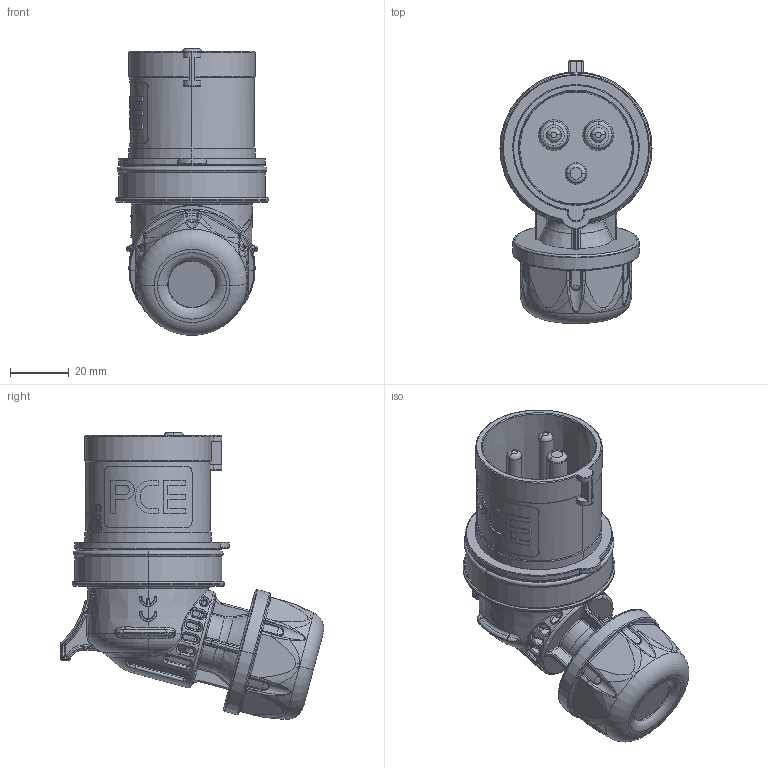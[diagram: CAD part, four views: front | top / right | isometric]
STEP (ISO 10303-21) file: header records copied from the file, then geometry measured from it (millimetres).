
FILE_DESCRIPTION (( 'STEP AP203' ), '1' );
FILE_NAME ('Winkelstecker 16A 3p IP44 ÜWM Shark.STEP', '2021-03-10T08:58:16', ( '' ), ( '' ), 'SwSTEP 2.0', 'SolidWorks 2020', '' );
FILE_SCHEMA (( 'CONFIG_CONTROL_DESIGN' ));
Products named in the file (1): Winkelstecker 16A 3p IP44 郻M Shark
Bounding box: 52 x 89.99 x 98.08 mm (x, y, z)
Volume: 113308.6 mm3; surface area: 29053.2 mm2
Topology: 1 solids, 1 shells, 1311 faces, 3206 edges, 1948 vertices
Faces by surface type: bspline 513, plane 319, cylinder 202, torus 118, cone 111, sphere 48
Entity records: 66004 total; most frequent: CARTESIAN_POINT 38984, ORIENTED_EDGE 6392, DIRECTION 4569, EDGE_CURVE 3196, VERTEX_POINT 1948, AXIS2_PLACEMENT_3D 1810, EDGE_LOOP 1372, FACE_OUTER_BOUND 1311
